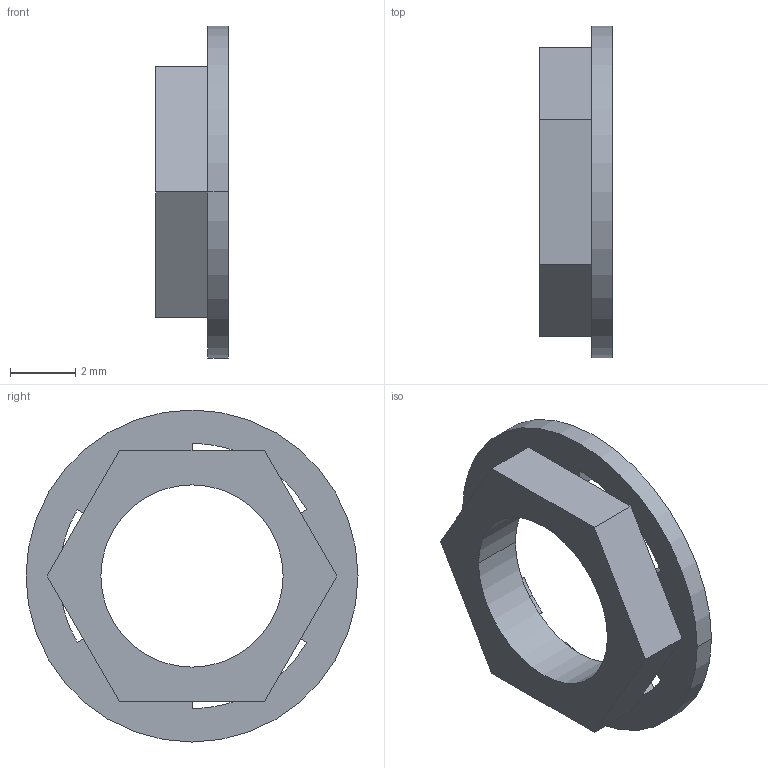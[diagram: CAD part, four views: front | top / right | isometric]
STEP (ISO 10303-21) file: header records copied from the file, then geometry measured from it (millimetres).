
FILE_DESCRIPTION((''),'2;1');
FILE_NAME('JOHNSON_142-0701-873_Vis.stp','2009-05-07T16:20:01',(''),(''),'Mechanical Desktop 2006','Mechanical Desktop 2006',', , ');
FILE_SCHEMA(('AUTOMOTIVE_DESIGN { 1 2 10303 214 0 1 1 1 }'));
Length unit declared in the file: millimetre
Products named in the file (1): Product
Bounding box: 2.22 x 10.2 x 10.2 mm (x, y, z)
Volume: 65.5 mm3; surface area: 238.4 mm2
Topology: 2 solids, 2 shells, 68 faces, 248 edges, 240 vertices
Faces by surface type: cylinder 40, plane 28
Entity records: 2695 total; most frequent: CARTESIAN_POINT 501, DIRECTION 466, ORIENTED_EDGE 384, EDGE_CURVE 192, VECTOR 168, LINE 168, AXIS2_PLACEMENT_3D 149, VERTEX_POINT 128
